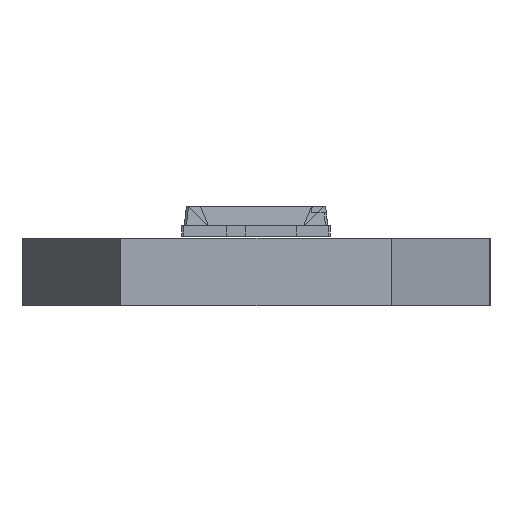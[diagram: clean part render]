
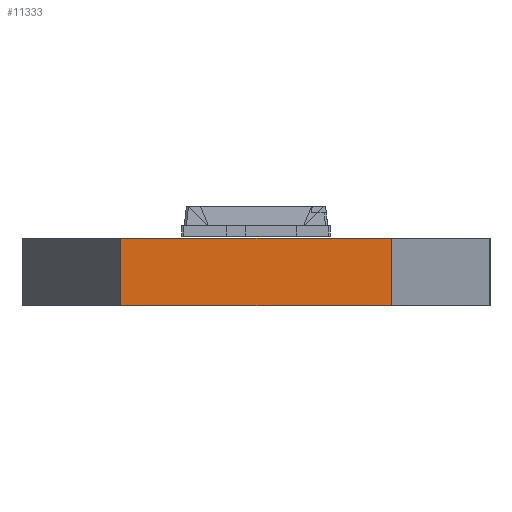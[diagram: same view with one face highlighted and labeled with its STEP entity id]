
A CAD part, left-side view. The second image highlights one B-rep face of the part: STEP entity #11333.
In plain terms, the highlighted planar face has unit normal (-1, 0, 0).
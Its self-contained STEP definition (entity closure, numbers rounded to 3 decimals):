
#9325 = PLANE('',#9326);
#9326 = AXIS2_PLACEMENT_3D('',#9327,#9328,#9329);
#9327 = CARTESIAN_POINT('',(128.5,-69.5,1.58));
#9328 = DIRECTION('',(-0.,-0.,-1.));
#9329 = DIRECTION('',(-1.,0.,0.));
#9379 = PLANE('',#9380);
#9380 = AXIS2_PLACEMENT_3D('',#9381,#9382,#9383);
#9381 = CARTESIAN_POINT('',(128.5,-69.5,0.));
#9382 = DIRECTION('',(-0.,-0.,-1.));
#9383 = DIRECTION('',(-1.,0.,0.));
#9572 = VERTEX_POINT('',#9573);
#9573 = CARTESIAN_POINT('',(49.5,-72.68,0.));
#9587 = PLANE('',#9588);
#9588 = AXIS2_PLACEMENT_3D('',#9589,#9590,#9591);
#9589 = CARTESIAN_POINT('',(53.5,-75.,0.));
#9590 = DIRECTION('',(-0.502,-0.865,0.));
#9591 = DIRECTION('',(-0.865,0.502,0.));
#9599 = EDGE_CURVE('',#9572,#9600,#9602,.T.);
#9600 = VERTEX_POINT('',#9601);
#9601 = CARTESIAN_POINT('',(49.5,-66.32,0.));
#9602 = SURFACE_CURVE('',#9603,(#9607,#9614),.PCURVE_S1.);
#9603 = LINE('',#9604,#9605);
#9604 = CARTESIAN_POINT('',(49.5,-72.68,0.));
#9605 = VECTOR('',#9606,1.);
#9606 = DIRECTION('',(0.,1.,0.));
#9607 = PCURVE('',#9379,#9608);
#9608 = DEFINITIONAL_REPRESENTATION('',(#9609),#9613);
#9609 = LINE('',#9610,#9611);
#9610 = CARTESIAN_POINT('',(79.,-3.18));
#9611 = VECTOR('',#9612,1.);
#9612 = DIRECTION('',(0.,1.));
#9613 = ( GEOMETRIC_REPRESENTATION_CONTEXT(2) 
PARAMETRIC_REPRESENTATION_CONTEXT() REPRESENTATION_CONTEXT('2D SPACE',''
  ) );
#9614 = PCURVE('',#9615,#9620);
#9615 = PLANE('',#9616);
#9616 = AXIS2_PLACEMENT_3D('',#9617,#9618,#9619);
#9617 = CARTESIAN_POINT('',(49.5,-72.68,0.));
#9618 = DIRECTION('',(-1.,0.,0.));
#9619 = DIRECTION('',(0.,1.,0.));
#9620 = DEFINITIONAL_REPRESENTATION('',(#9621),#9625);
#9621 = LINE('',#9622,#9623);
#9622 = CARTESIAN_POINT('',(0.,0.));
#9623 = VECTOR('',#9624,1.);
#9624 = DIRECTION('',(1.,0.));
#9625 = ( GEOMETRIC_REPRESENTATION_CONTEXT(2) 
PARAMETRIC_REPRESENTATION_CONTEXT() REPRESENTATION_CONTEXT('2D SPACE',''
  ) );
#9643 = PLANE('',#9644);
#9644 = AXIS2_PLACEMENT_3D('',#9645,#9646,#9647);
#9645 = CARTESIAN_POINT('',(49.5,-66.32,0.));
#9646 = DIRECTION('',(-0.502,0.865,0.));
#9647 = DIRECTION('',(0.865,0.502,0.));
#10476 = VERTEX_POINT('',#10477);
#10477 = CARTESIAN_POINT('',(49.5,-72.68,1.58));
#10498 = EDGE_CURVE('',#10476,#10499,#10501,.T.);
#10499 = VERTEX_POINT('',#10500);
#10500 = CARTESIAN_POINT('',(49.5,-66.32,1.58));
#10501 = SURFACE_CURVE('',#10502,(#10506,#10513),.PCURVE_S1.);
#10502 = LINE('',#10503,#10504);
#10503 = CARTESIAN_POINT('',(49.5,-72.68,1.58));
#10504 = VECTOR('',#10505,1.);
#10505 = DIRECTION('',(0.,1.,0.));
#10506 = PCURVE('',#9325,#10507);
#10507 = DEFINITIONAL_REPRESENTATION('',(#10508),#10512);
#10508 = LINE('',#10509,#10510);
#10509 = CARTESIAN_POINT('',(79.,-3.18));
#10510 = VECTOR('',#10511,1.);
#10511 = DIRECTION('',(0.,1.));
#10512 = ( GEOMETRIC_REPRESENTATION_CONTEXT(2) 
PARAMETRIC_REPRESENTATION_CONTEXT() REPRESENTATION_CONTEXT('2D SPACE',''
  ) );
#10513 = PCURVE('',#9615,#10514);
#10514 = DEFINITIONAL_REPRESENTATION('',(#10515),#10519);
#10515 = LINE('',#10516,#10517);
#10516 = CARTESIAN_POINT('',(0.,-1.58));
#10517 = VECTOR('',#10518,1.);
#10518 = DIRECTION('',(1.,0.));
#10519 = ( GEOMETRIC_REPRESENTATION_CONTEXT(2) 
PARAMETRIC_REPRESENTATION_CONTEXT() REPRESENTATION_CONTEXT('2D SPACE',''
  ) );
#11283 = EDGE_CURVE('',#9600,#10499,#11284,.T.);
#11284 = SURFACE_CURVE('',#11285,(#11289,#11296),.PCURVE_S1.);
#11285 = LINE('',#11286,#11287);
#11286 = CARTESIAN_POINT('',(49.5,-66.32,0.));
#11287 = VECTOR('',#11288,1.);
#11288 = DIRECTION('',(0.,0.,1.));
#11289 = PCURVE('',#9643,#11290);
#11290 = DEFINITIONAL_REPRESENTATION('',(#11291),#11295);
#11291 = LINE('',#11292,#11293);
#11292 = CARTESIAN_POINT('',(0.,0.));
#11293 = VECTOR('',#11294,1.);
#11294 = DIRECTION('',(0.,-1.));
#11295 = ( GEOMETRIC_REPRESENTATION_CONTEXT(2) 
PARAMETRIC_REPRESENTATION_CONTEXT() REPRESENTATION_CONTEXT('2D SPACE',''
  ) );
#11296 = PCURVE('',#9615,#11297);
#11297 = DEFINITIONAL_REPRESENTATION('',(#11298),#11302);
#11298 = LINE('',#11299,#11300);
#11299 = CARTESIAN_POINT('',(6.36,0.));
#11300 = VECTOR('',#11301,1.);
#11301 = DIRECTION('',(0.,-1.));
#11302 = ( GEOMETRIC_REPRESENTATION_CONTEXT(2) 
PARAMETRIC_REPRESENTATION_CONTEXT() REPRESENTATION_CONTEXT('2D SPACE',''
  ) );
#11312 = EDGE_CURVE('',#9572,#10476,#11313,.T.);
#11313 = SURFACE_CURVE('',#11314,(#11318,#11325),.PCURVE_S1.);
#11314 = LINE('',#11315,#11316);
#11315 = CARTESIAN_POINT('',(49.5,-72.68,0.));
#11316 = VECTOR('',#11317,1.);
#11317 = DIRECTION('',(0.,0.,1.));
#11318 = PCURVE('',#9587,#11319);
#11319 = DEFINITIONAL_REPRESENTATION('',(#11320),#11324);
#11320 = LINE('',#11321,#11322);
#11321 = CARTESIAN_POINT('',(4.624,0.));
#11322 = VECTOR('',#11323,1.);
#11323 = DIRECTION('',(0.,-1.));
#11324 = ( GEOMETRIC_REPRESENTATION_CONTEXT(2) 
PARAMETRIC_REPRESENTATION_CONTEXT() REPRESENTATION_CONTEXT('2D SPACE',''
  ) );
#11325 = PCURVE('',#9615,#11326);
#11326 = DEFINITIONAL_REPRESENTATION('',(#11327),#11331);
#11327 = LINE('',#11328,#11329);
#11328 = CARTESIAN_POINT('',(0.,0.));
#11329 = VECTOR('',#11330,1.);
#11330 = DIRECTION('',(0.,-1.));
#11331 = ( GEOMETRIC_REPRESENTATION_CONTEXT(2) 
PARAMETRIC_REPRESENTATION_CONTEXT() REPRESENTATION_CONTEXT('2D SPACE',''
  ) );
#11333 = ADVANCED_FACE('',(#11334),#9615,.T.);
#11334 = FACE_BOUND('',#11335,.T.);
#11335 = EDGE_LOOP('',(#11336,#11337,#11338,#11339));
#11336 = ORIENTED_EDGE('',*,*,#11312,.T.);
#11337 = ORIENTED_EDGE('',*,*,#10498,.T.);
#11338 = ORIENTED_EDGE('',*,*,#11283,.F.);
#11339 = ORIENTED_EDGE('',*,*,#9599,.F.);
